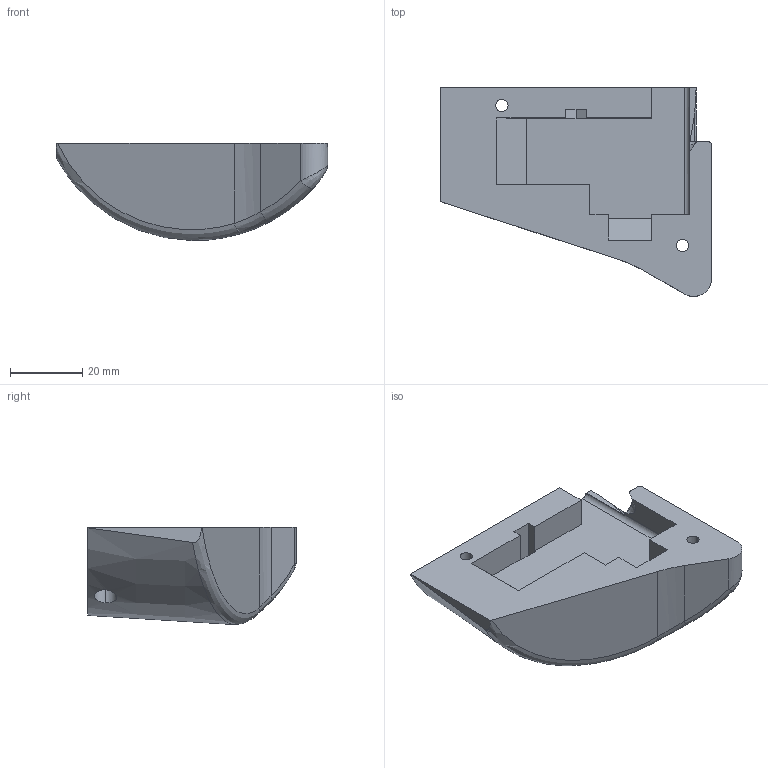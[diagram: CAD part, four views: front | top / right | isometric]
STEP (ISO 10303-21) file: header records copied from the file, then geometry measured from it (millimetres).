
FILE_DESCRIPTION (( 'STEP AP214' ), '1' );
FILE_NAME ('cycloid_housing.STEP', '2025-03-31T14:03:45', ( '' ), ( '' ), 'SwSTEP 2.0', 'SolidWorks 2025', '' );
FILE_SCHEMA (( 'AUTOMOTIVE_DESIGN' ));
Length unit declared in the file: millimetre
Products named in the file (1): cycloid_housing_top_elbow
Bounding box: 75 x 57.81 x 26.86 mm (x, y, z)
Volume: 51960.4 mm3; surface area: 12060.1 mm2
Topology: 1 solids, 1 shells, 61 faces, 163 edges, 105 vertices
Faces by surface type: plane 30, cylinder 17, bspline 9, cone 4, torus 1
Entity records: 2499 total; most frequent: CARTESIAN_POINT 1019, ORIENTED_EDGE 322, DIRECTION 273, EDGE_CURVE 161, VERTEX_POINT 105, AXIS2_PLACEMENT_3D 92, LINE 89, VECTOR 89
